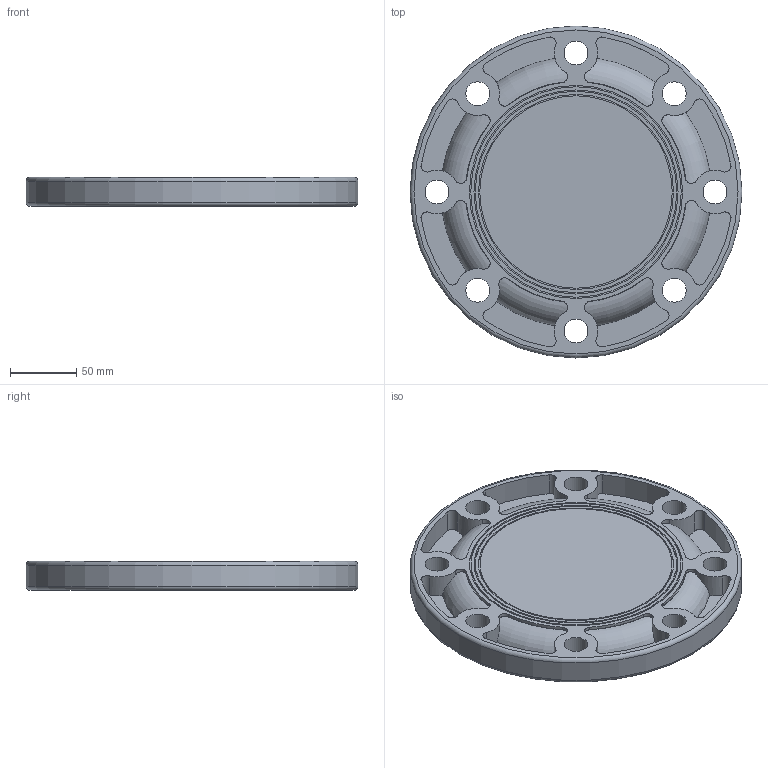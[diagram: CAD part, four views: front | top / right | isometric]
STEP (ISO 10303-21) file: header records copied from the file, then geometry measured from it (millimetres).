
FILE_DESCRIPTION(/* description */ (''),/* implementation_level */ '2;1');
FILE_NAME(/* name */ 'A912511PGQL.stp',/* time_stamp */ '2024-12-19T09:59:16+08:00',/* author */ (''),/* organization */ (''),/* preprocessor_version */ 'ST-DEVELOPER v16',/* originating_system */ 'SIEMENS PLM Software NX 10.0',/* authorisation */ '');
FILE_SCHEMA (('AUTOMOTIVE_DESIGN { 1 0 10303 214 3 1 1 1 }'));
Length unit declared in the file: millimetre
Products named in the file (1): gelv0FB88CDEpsgj
Bounding box: 250.8 x 250.8 x 22.15 mm (x, y, z)
Volume: 600626.6 mm3; surface area: 153903.6 mm2
Topology: 1 solids, 1 shells, 311 faces, 799 edges, 533 vertices
Faces by surface type: plane 188, cylinder 87, extrusion 26, torus 10
Full cylindrical faces by diameter (mm): 4.667 x1, 6.222 x1, 18 x8, 23.8 x1, 145.4 x1, 147.4 x1, 152.2 x1, 154.2 x1, 159 x1, 161 x1, 166.5 x1, 250.8 x1
Entity records: 13984 total; most frequent: CARTESIAN_POINT 6856, ORIENTED_EDGE 1546, DIRECTION 1275, EDGE_CURVE 773, VERTEX_POINT 528, AXIS2_PLACEMENT_3D 508, EDGE_LOOP 391, B_SPLINE_CURVE_WITH_KNOTS 344
